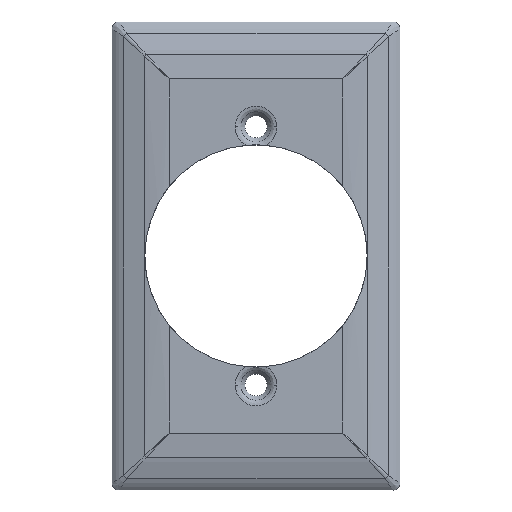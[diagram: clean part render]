
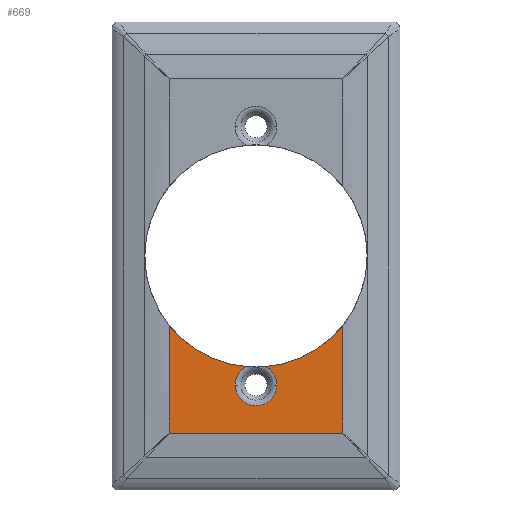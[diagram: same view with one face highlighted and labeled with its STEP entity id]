
A CAD part, top view. The second image highlights one B-rep face of the part: STEP entity #669.
In plain terms, the highlighted planar face has unit normal (0, 0, 1).
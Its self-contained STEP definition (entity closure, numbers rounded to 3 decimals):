
#35 =( BOUNDED_CURVE ( )  B_SPLINE_CURVE ( 3, ( #2227, #1182, #2435, #923 ),
 .UNSPECIFIED., .F., .T. ) 
 B_SPLINE_CURVE_WITH_KNOTS ( ( 4, 4 ),
 ( 0., 0.204 ),
 .UNSPECIFIED. ) 
 CURVE ( )  GEOMETRIC_REPRESENTATION_ITEM ( )  RATIONAL_B_SPLINE_CURVE ( ( 1., 0.904, 0.904, 1. ) ) 
 REPRESENTATION_ITEM ( '' )  );
#251 = VERTEX_POINT ( 'NONE', #2459 ) ;
#260 = CARTESIAN_POINT ( 'NONE',  ( 1008.58, -107.786, 2.284 ) ) ;
#323 = CARTESIAN_POINT ( 'NONE',  ( 1035.129, -139.599, 2.284 ) ) ;
#376 = CARTESIAN_POINT ( 'NONE',  ( 1008.58, -151.43, 2.284 ) ) ;
#381 = CARTESIAN_POINT ( 'NONE',  ( 1035.129, -142.604, 2.284 ) ) ;
#426 = CIRCLE ( 'NONE', #1529, 27.381 ) ;
#480 = FACE_OUTER_BOUND ( 'NONE', #836, .T. ) ;
#492 = CIRCLE ( 'NONE', #2166, 27.381 ) ;
#567 = DIRECTION ( 'NONE',  ( 0., 0., -1. ) ) ;
#631 = CARTESIAN_POINT ( 'NONE',  ( 1034.12, -135.973, 2.284 ) ) ;
#669 = ADVANCED_FACE ( 'NONE', ( #480 ), #1554, .F. ) ;
#720 = CARTESIAN_POINT ( 'NONE',  ( 1026.995, -144.728, 2.284 ) ) ;
#750 = ORIENTED_EDGE ( 'NONE', *, *, #1022, .F. ) ;
#759 = CARTESIAN_POINT ( 'NONE',  ( 1008.58, -124.842, 2.284 ) ) ;
#836 = EDGE_LOOP ( 'NONE', ( #3248, #3728, #1504, #750, #3161, #1981, #2875, #1134 ) ) ;
#923 = CARTESIAN_POINT ( 'NONE',  ( 1024.871, -139.599, 2.284 ) ) ;
#938 = LINE ( 'NONE', #2153, #3240 ) ;
#1022 = EDGE_CURVE ( 'NONE', #2650, #3840, #2067, .T. ) ;
#1056 = EDGE_CURVE ( 'NONE', #1220, #2672, #492, .T. ) ;
#1134 = ORIENTED_EDGE ( 'NONE', *, *, #1369, .F. ) ;
#1142 = AXIS2_PLACEMENT_3D ( 'NONE', #260, #1252, #2786 ) ;
#1152 = EDGE_CURVE ( 'NONE', #3111, #2332, #426, .T. ) ;
#1169 = CARTESIAN_POINT ( 'NONE',  ( 1008.58, -151.43, 2.284 ) ) ;
#1182 = CARTESIAN_POINT ( 'NONE',  ( 1025.88, -135.973, 2.284 ) ) ;
#1220 = VERTEX_POINT ( 'NONE', #3395 ) ;
#1224 = CARTESIAN_POINT ( 'NONE',  ( 1032.392, -135.062, 2.284 ) ) ;
#1232 = EDGE_CURVE ( 'NONE', #1220, #2650, #938, .T. ) ;
#1252 = DIRECTION ( 'NONE',  ( 0., 0., -1. ) ) ;
#1321 = DIRECTION ( 'NONE',  ( 0., 1., 0. ) ) ;
#1369 = EDGE_CURVE ( 'NONE', #2438, #251, #2548, .T. ) ;
#1480 = CARTESIAN_POINT ( 'NONE',  ( 1030., -107.786, 2.284 ) ) ;
#1488 = CARTESIAN_POINT ( 'NONE',  ( 1024.871, -139.599, 2.284 ) ) ;
#1504 = ORIENTED_EDGE ( 'NONE', *, *, #3874, .F. ) ;
#1529 = AXIS2_PLACEMENT_3D ( 'NONE', #3581, #567, #1712 ) ;
#1554 = PLANE ( 'NONE',  #1142 ) ;
#1558 = CARTESIAN_POINT ( 'NONE',  ( 1035.129, -137.646, 2.284 ) ) ;
#1592 = VECTOR ( 'NONE', #3196, 1000. ) ;
#1671 = CARTESIAN_POINT ( 'NONE',  ( 1033.005, -144.728, 2.284 ) ) ;
#1712 = DIRECTION ( 'NONE',  ( -1., 0., 0. ) ) ;
#1720 = CARTESIAN_POINT ( 'NONE',  ( 1032.392, -135.062, 2.284 ) ) ;
#1725 = VECTOR ( 'NONE', #1321, 1000. ) ;
#1965 = CARTESIAN_POINT ( 'NONE',  ( 1024.871, -142.604, 2.284 ) ) ;
#1981 = ORIENTED_EDGE ( 'NONE', *, *, #1056, .T. ) ;
#2067 = LINE ( 'NONE', #1169, #1592 ) ;
#2153 = CARTESIAN_POINT ( 'NONE',  ( 1051.42, -107.786, 2.284 ) ) ;
#2166 = AXIS2_PLACEMENT_3D ( 'NONE', #1480, #3905, #3620 ) ;
#2174 = DIRECTION ( 'NONE',  ( 0., -1., 0. ) ) ;
#2227 = CARTESIAN_POINT ( 'NONE',  ( 1027.608, -135.062, 2.284 ) ) ;
#2239 = CARTESIAN_POINT ( 'NONE',  ( 1008.58, -34.786, 2.284 ) ) ;
#2332 = VERTEX_POINT ( 'NONE', #759 ) ;
#2435 = CARTESIAN_POINT ( 'NONE',  ( 1024.871, -137.646, 2.284 ) ) ;
#2438 = VERTEX_POINT ( 'NONE', #1488 ) ;
#2459 = CARTESIAN_POINT ( 'NONE',  ( 1035.129, -139.599, 2.284 ) ) ;
#2548 =( BOUNDED_CURVE ( )  B_SPLINE_CURVE ( 3, ( #3413, #1965, #720, #3197, #1671, #381, #3488 ),
 .UNSPECIFIED., .F., .T. ) 
 B_SPLINE_CURVE_WITH_KNOTS ( ( 4, 3, 4 ),
 ( 0.204, 0.5, 0.796 ),
 .UNSPECIFIED. ) 
 CURVE ( )  GEOMETRIC_REPRESENTATION_ITEM ( )  RATIONAL_B_SPLINE_CURVE ( ( 1., 0.805, 0.805, 1., 0.805, 0.805, 1. ) ) 
 REPRESENTATION_ITEM ( '' )  );
#2650 = VERTEX_POINT ( 'NONE', #2850 ) ;
#2672 = VERTEX_POINT ( 'NONE', #1720 ) ;
#2786 = DIRECTION ( 'NONE',  ( -1., 0., 0. ) ) ;
#2819 = LINE ( 'NONE', #2239, #1725 ) ;
#2850 = CARTESIAN_POINT ( 'NONE',  ( 1051.42, -151.43, 2.284 ) ) ;
#2852 = EDGE_CURVE ( 'NONE', #3111, #2438, #35, .T. ) ;
#2875 = ORIENTED_EDGE ( 'NONE', *, *, #3678, .F. ) ;
#3111 = VERTEX_POINT ( 'NONE', #3938 ) ;
#3161 = ORIENTED_EDGE ( 'NONE', *, *, #1232, .F. ) ;
#3196 = DIRECTION ( 'NONE',  ( -1., 0., 0. ) ) ;
#3197 = CARTESIAN_POINT ( 'NONE',  ( 1030., -144.728, 2.284 ) ) ;
#3240 = VECTOR ( 'NONE', #2174, 1000. ) ;
#3248 = ORIENTED_EDGE ( 'NONE', *, *, #2852, .F. ) ;
#3395 = CARTESIAN_POINT ( 'NONE',  ( 1051.42, -124.842, 2.284 ) ) ;
#3413 = CARTESIAN_POINT ( 'NONE',  ( 1024.871, -139.599, 2.284 ) ) ;
#3488 = CARTESIAN_POINT ( 'NONE',  ( 1035.129, -139.599, 2.284 ) ) ;
#3581 = CARTESIAN_POINT ( 'NONE',  ( 1030., -107.786, 2.284 ) ) ;
#3620 = DIRECTION ( 'NONE',  ( -1., 0., 0. ) ) ;
#3678 = EDGE_CURVE ( 'NONE', #251, #2672, #3716, .T. ) ;
#3716 =( BOUNDED_CURVE ( )  B_SPLINE_CURVE ( 3, ( #323, #1558, #631, #1224 ),
 .UNSPECIFIED., .F., .T. ) 
 B_SPLINE_CURVE_WITH_KNOTS ( ( 4, 4 ),
 ( 0.796, 1. ),
 .UNSPECIFIED. ) 
 CURVE ( )  GEOMETRIC_REPRESENTATION_ITEM ( )  RATIONAL_B_SPLINE_CURVE ( ( 1., 0.904, 0.904, 1. ) ) 
 REPRESENTATION_ITEM ( '' )  );
#3728 = ORIENTED_EDGE ( 'NONE', *, *, #1152, .T. ) ;
#3840 = VERTEX_POINT ( 'NONE', #376 ) ;
#3874 = EDGE_CURVE ( 'NONE', #3840, #2332, #2819, .T. ) ;
#3905 = DIRECTION ( 'NONE',  ( 0., 0., -1. ) ) ;
#3938 = CARTESIAN_POINT ( 'NONE',  ( 1027.608, -135.062, 2.284 ) ) ;
